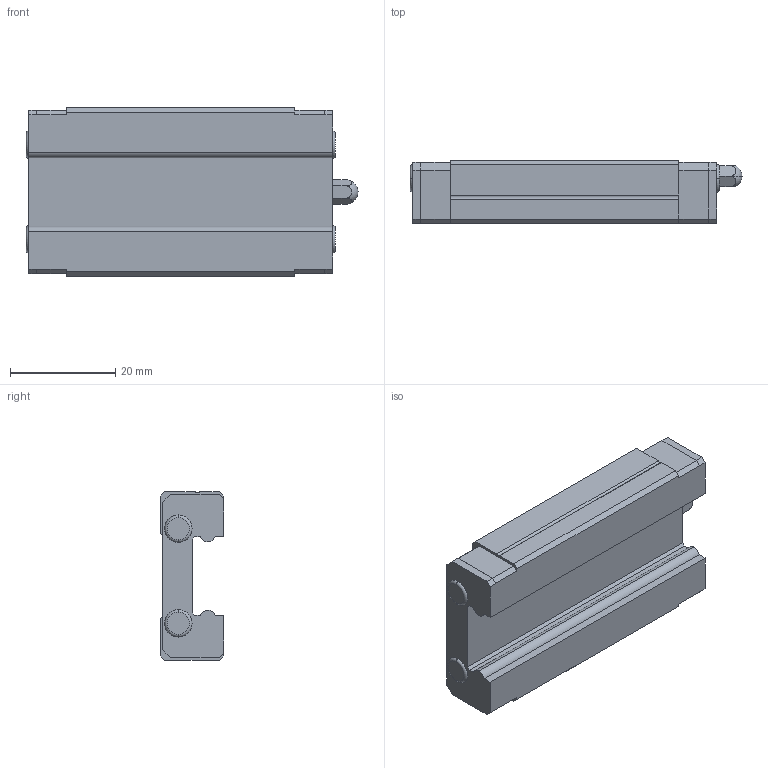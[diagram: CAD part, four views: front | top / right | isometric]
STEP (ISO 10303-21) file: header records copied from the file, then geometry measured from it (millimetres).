
FILE_DESCRIPTION (( 'STEP AP203' ), '1' );
FILE_NAME ('mgn15h.STEP', '2007-10-22T12:23:11', ( 'HIWIN GmbH' ), ( '77654 Offenburg' ), 'SwSTEP 2.0', 'SolidWorks 2006104', '' );
FILE_SCHEMA (( 'CONFIG_CONTROL_DESIGN' ));
Length unit declared in the file: millimetre
Products named in the file (1): mgn15h
Bounding box: 63.1 x 12 x 32 mm (x, y, z)
Volume: 16487.3 mm3; surface area: 6549.2 mm2
Topology: 1 solids, 1 shells, 95 faces, 248 edges, 156 vertices
Faces by surface type: plane 65, cylinder 12, torus 8, cone 8, sphere 2
Entity records: 2918 total; most frequent: CARTESIAN_POINT 516, ORIENTED_EDGE 480, DIRECTION 479, EDGE_CURVE 240, VECTOR 177, LINE 177, VERTEX_POINT 156, AXIS2_PLACEMENT_3D 151
